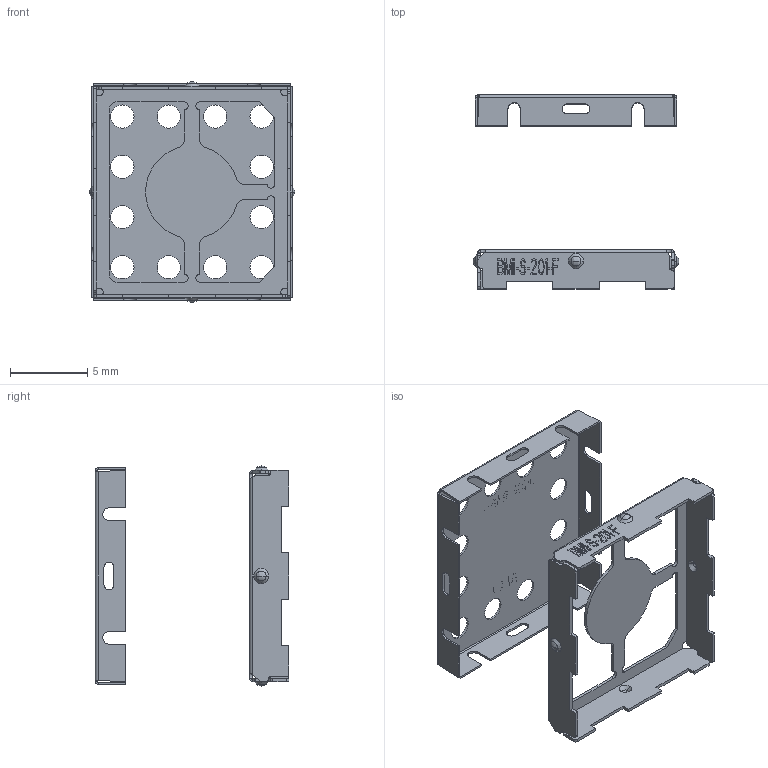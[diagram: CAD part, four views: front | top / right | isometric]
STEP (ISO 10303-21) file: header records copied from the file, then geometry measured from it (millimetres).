
FILE_DESCRIPTION (( 'STEP AP214' ), '1' );
FILE_NAME ('Laird-BMI-S-201.STEP', '2021-09-07T20:17:27', ( '' ), ( '' ), 'SwSTEP 2.0', 'SolidWorks 2018', '' );
FILE_SCHEMA (( 'AUTOMOTIVE_DESIGN' ));
Length unit declared in the file: millimetre
Products named in the file (4): Laird-BMI-S-201-F  and  BMI-S-201-C_BMI-S-201-C.STEP; Laird-BMI-S-201 Frame and Cover.STEP; Laird-BMI-S-201; Laird-BMI-S-201-F  and  BMI-S-201-C_BMI-S-201-F.STEP
Assembly tree (3 placements, depth 3):
  Laird-BMI-S-201
    Laird-BMI-S-201 Frame and Cover.STEP
      Laird-BMI-S-201-F  and  BMI-S-201-C_BMI-S-201-F.STEP
      Laird-BMI-S-201-F  and  BMI-S-201-C_BMI-S-201-C.STEP
Bounding box: 13.31 x 12.54 x 14.27 mm (x, y, z)
Volume: 69.6 mm3; surface area: 926.6 mm2
Topology: 2 solids, 2 shells, 998 faces, 2754 edges, 1812 vertices
Faces by surface type: plane 797, cylinder 132, bspline 49, cone 20
Entity records: 32664 total; most frequent: CARTESIAN_POINT 7004, ORIENTED_EDGE 5508, DIRECTION 4900, EDGE_CURVE 2754, VECTOR 2412, LINE 2412, VERTEX_POINT 1812, AXIS2_PLACEMENT_3D 1244
